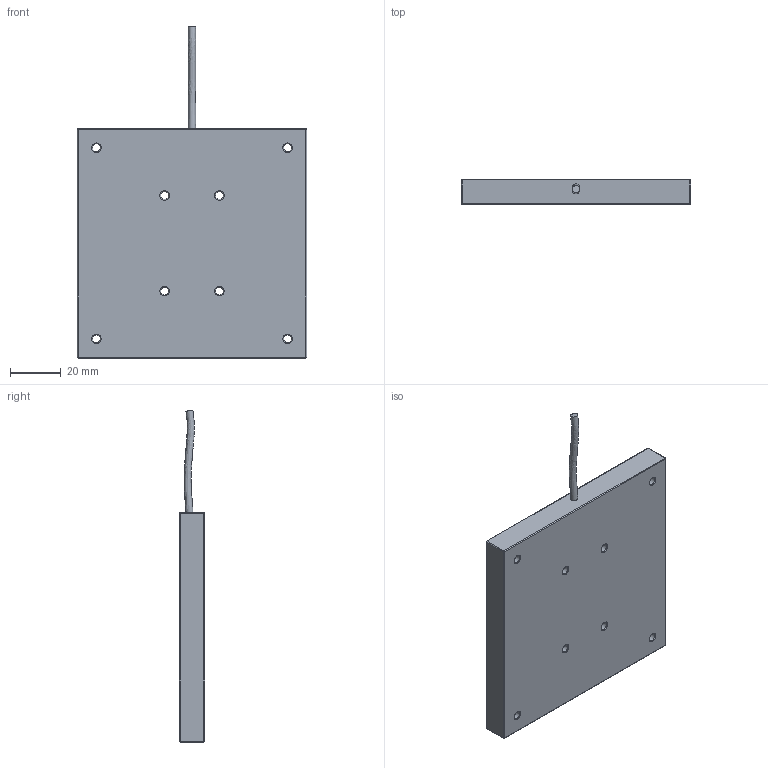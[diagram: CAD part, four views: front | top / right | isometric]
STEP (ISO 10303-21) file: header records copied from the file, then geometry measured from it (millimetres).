
FILE_DESCRIPTION(/* description */ (''),/* implementation_level */ '2;1');
FILE_NAME(/* name */ 'AAN Xi9L HF STEP v1.step',/* time_stamp */ '2023-09-22T13:57:58+02:00',/* author */ (''),/* organization */ (''),/* preprocessor_version */ 'ST-DEVELOPER v20',/* originating_system */ 'Autodesk Translation Framework v12.14.0.127',/* authorisation */ '');
FILE_SCHEMA (('AUTOMOTIVE_DESIGN { 1 0 10303 214 3 1 1 }'));
Length unit declared in the file: millimetre
Products named in the file (3): AAN Xi9L LF BASIS; ANTENNENKABEL; #2318
Assembly tree (2 placements, depth 2):
  AAN Xi9L LF BASIS
    ANTENNENKABEL
    #2318
Bounding box: 90 x 10 x 130.25 mm (x, y, z)
Volume: 80585.6 mm3; surface area: 20955.6 mm2
Topology: 1 solids, 1 shells, 64 faces, 147 edges, 88 vertices
Faces by surface type: cylinder 25, torus 18, plane 11, sphere 8, bspline 2
Full cylindrical faces by diameter (mm): 2.8 x1, 3.1 x8, 80 x1
Entity records: 2324 total; most frequent: CARTESIAN_POINT 693, DIRECTION 375, ORIENTED_EDGE 294, AXIS2_PLACEMENT_3D 168, EDGE_CURVE 147, CIRCLE 101, VERTEX_POINT 88, EDGE_LOOP 83
